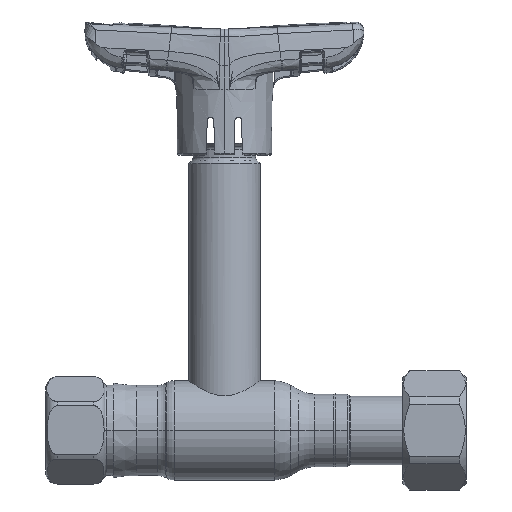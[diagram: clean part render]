
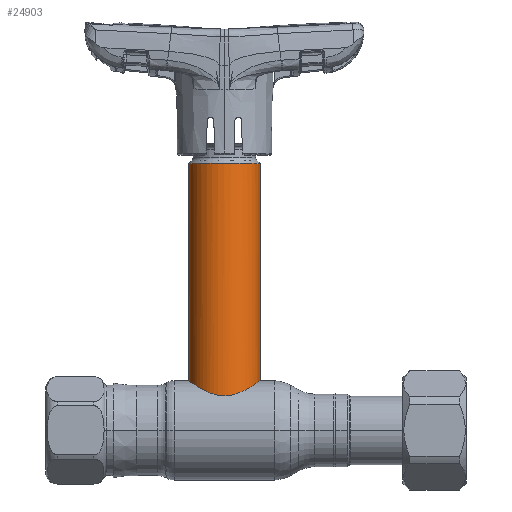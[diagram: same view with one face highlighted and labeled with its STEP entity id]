
A CAD part, top view. The second image highlights one B-rep face of the part: STEP entity #24903.
In plain terms, the highlighted cylindrical face has radius 9 mm (diameter 18 mm), a partial arc.
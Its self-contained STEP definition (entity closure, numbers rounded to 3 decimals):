
#46 = CARTESIAN_POINT ( 'NONE',  ( 5.507, 10.267, 7.141 ) ) ;
#179 = EDGE_CURVE ( 'NONE', #12780, #41276, #29689, .T. ) ;
#623 = CARTESIAN_POINT ( 'NONE',  ( 8.677, 12.269, 2.409 ) ) ;
#2461 = LINE ( 'NONE', #28615, #16005 ) ;
#2484 = LINE ( 'NONE', #6608, #46877 ) ;
#2759 = CYLINDRICAL_SURFACE ( 'NONE', #4307, 9. ) ;
#4123 = CARTESIAN_POINT ( 'NONE',  ( 2.127, 8.927, 8.75 ) ) ;
#4307 = AXIS2_PLACEMENT_3D ( 'NONE', #51492, #29206, #28899 ) ;
#4409 = CARTESIAN_POINT ( 'NONE',  ( -8.508, 12.149, 2.995 ) ) ;
#4694 = CARTESIAN_POINT ( 'NONE',  ( -0.61, 8.674, 9.001 ) ) ;
#4996 = CARTESIAN_POINT ( 'NONE',  ( -8.026, 11.817, 4.084 ) ) ;
#5268 = CARTESIAN_POINT ( 'NONE',  ( 0.629, 8.692, 8.983 ) ) ;
#6608 = CARTESIAN_POINT ( 'NONE',  ( 9., 0., 0. ) ) ;
#7651 = VERTEX_POINT ( 'NONE', #28980 ) ;
#8866 = CARTESIAN_POINT ( 'NONE',  ( 8.041, 11.827, 4.085 ) ) ;
#9158 = CARTESIAN_POINT ( 'NONE',  ( 3.26, 9.264, 8.394 ) ) ;
#9438 = CARTESIAN_POINT ( 'NONE',  ( -3.239, 9.256, 8.402 ) ) ;
#9718 = CARTESIAN_POINT ( 'NONE',  ( 9., 12.5, 0. ) ) ;
#10510 = ORIENTED_EDGE ( 'NONE', *, *, #179, .T. ) ;
#12780 = VERTEX_POINT ( 'NONE', #48860 ) ;
#13011 = CARTESIAN_POINT ( 'NONE',  ( 8.936, 12.454, 1.229 ) ) ;
#13308 = CARTESIAN_POINT ( 'NONE',  ( 4.799, 9.911, 7.619 ) ) ;
#13481 = CIRCLE ( 'NONE', #54615, 9. ) ;
#13608 = CARTESIAN_POINT ( 'NONE',  ( 2.421, 9.002, 8.673 ) ) ;
#14171 = CARTESIAN_POINT ( 'NONE',  ( -6.531, 10.857, 6.199 ) ) ;
#16005 = VECTOR ( 'NONE', #56498, 1000. ) ;
#17428 = CARTESIAN_POINT ( 'NONE',  ( -2.108, 8.922, 8.755 ) ) ;
#17524 = ORIENTED_EDGE ( 'NONE', *, *, #21924, .F. ) ;
#17870 = ORIENTED_EDGE ( 'NONE', *, *, #40882, .T. ) ;
#17993 = CARTESIAN_POINT ( 'NONE',  ( 8.39, 12.068, 3.27 ) ) ;
#18573 = CARTESIAN_POINT ( 'NONE',  ( -4.039, 9.556, 8.063 ) ) ;
#21924 = EDGE_CURVE ( 'NONE', #7651, #41276, #2484, .T. ) ;
#22109 = CARTESIAN_POINT ( 'NONE',  ( -5.926, 10.5, 6.798 ) ) ;
#22380 = CARTESIAN_POINT ( 'NONE',  ( 4.553, 9.794, 7.769 ) ) ;
#22672 = CARTESIAN_POINT ( 'NONE',  ( 4.05, 9.571, 8.042 ) ) ;
#22953 = CARTESIAN_POINT ( 'NONE',  ( -7.092, 11.204, 5.548 ) ) ;
#24903 = ADVANCED_FACE ( 'NONE', ( #52098 ), #2759, .T. ) ;
#26491 = CARTESIAN_POINT ( 'NONE',  ( 8.495, 12.142, 2.987 ) ) ;
#27062 = CARTESIAN_POINT ( 'NONE',  ( -9., 12.5, 0. ) ) ;
#27367 = CARTESIAN_POINT ( 'NONE',  ( 0.32, 8.675, 9. ) ) ;
#28615 = CARTESIAN_POINT ( 'NONE',  ( -9., 0., 0. ) ) ;
#28899 = DIRECTION ( 'NONE',  ( 1., 0., 0. ) ) ;
#28980 = CARTESIAN_POINT ( 'NONE',  ( 9., 67.169, 0. ) ) ;
#29206 = DIRECTION ( 'NONE',  ( 0., -1., 0. ) ) ;
#29392 = DIRECTION ( 'NONE',  ( 0., -1., 0. ) ) ;
#29689 = B_SPLINE_CURVE_WITH_KNOTS ( 'NONE', 3,
 ( #27062, #31725, #31163, #36433, #54038, #53462, #4409, #49947, #4996, #39987, #57853, #44962, #22953, #57578, #14171, #22109, #49364, #49085, #18573, #9438, #40273, #49645, #17428, #35560, #4694, #27367, #5268, #39702, #53742, #4123, #13608, #35290, #9158, #48778, #22672, #22380, #13308, #46, #44393, #40564, #36151, #40847, #8866, #17993, #26491, #623, #54317, #13011, #35851, #9718 ),
 .UNSPECIFIED., .F., .F.,
 ( 4, 2, 2, 2, 2, 2, 2, 2, 2, 2, 2, 2, 2, 2, 2, 2, 2, 2, 2, 2, 2, 2, 2, 2, 4 ),
 ( 0.029, 0.03, 0.031, 0.033, 0.034, 0.035, 0.036, 0.037, 0.038, 0.04, 0.041, 0.042, 0.044, 0.045, 0.046, 0.047, 0.048, 0.049, 0.049, 0.051, 0.053, 0.055, 0.056, 0.057, 0.059 ),
 .UNSPECIFIED. ) ;
#31163 = CARTESIAN_POINT ( 'NONE',  ( -8.984, 12.489, 0.611 ) ) ;
#31725 = CARTESIAN_POINT ( 'NONE',  ( -9., 12.5, 0.306 ) ) ;
#34575 = VERTEX_POINT ( 'NONE', #48524 ) ;
#35290 = CARTESIAN_POINT ( 'NONE',  ( 2.986, 9.17, 8.495 ) ) ;
#35560 = CARTESIAN_POINT ( 'NONE',  ( -1.217, 8.74, 8.938 ) ) ;
#35851 = CARTESIAN_POINT ( 'NONE',  ( 9., 12.5, 0.62 ) ) ;
#36151 = CARTESIAN_POINT ( 'NONE',  ( 7.116, 11.218, 5.539 ) ) ;
#36433 = CARTESIAN_POINT ( 'NONE',  ( -8.922, 12.444, 1.22 ) ) ;
#36474 = EDGE_LOOP ( 'NONE', ( #38962, #17870, #10510, #17524 ) ) ;
#38962 = ORIENTED_EDGE ( 'NONE', *, *, #48883, .T. ) ;
#39702 = CARTESIAN_POINT ( 'NONE',  ( 1.237, 8.757, 8.92 ) ) ;
#39987 = CARTESIAN_POINT ( 'NONE',  ( -7.743, 11.627, 4.597 ) ) ;
#40273 = CARTESIAN_POINT ( 'NONE',  ( -2.965, 9.163, 8.503 ) ) ;
#40564 = CARTESIAN_POINT ( 'NONE',  ( 6.746, 10.984, 5.984 ) ) ;
#40847 = CARTESIAN_POINT ( 'NONE',  ( 7.762, 11.638, 4.591 ) ) ;
#40882 = EDGE_CURVE ( 'NONE', #34575, #12780, #2461, .T. ) ;
#41276 = VERTEX_POINT ( 'NONE', #42785 ) ;
#42785 = CARTESIAN_POINT ( 'NONE',  ( 9., 12.5, 0. ) ) ;
#44393 = CARTESIAN_POINT ( 'NONE',  ( 5.942, 10.51, 6.783 ) ) ;
#44962 = CARTESIAN_POINT ( 'NONE',  ( -7.266, 11.315, 5.319 ) ) ;
#46877 = VECTOR ( 'NONE', #47142, 1000. ) ;
#47142 = DIRECTION ( 'NONE',  ( 0., -1., 0. ) ) ;
#48165 = CARTESIAN_POINT ( 'NONE',  ( 0., 67.169, 0. ) ) ;
#48524 = CARTESIAN_POINT ( 'NONE',  ( -9., 67.169, 0. ) ) ;
#48778 = CARTESIAN_POINT ( 'NONE',  ( 3.792, 9.464, 8.167 ) ) ;
#48860 = CARTESIAN_POINT ( 'NONE',  ( -9., 12.5, 0. ) ) ;
#48883 = EDGE_CURVE ( 'NONE', #7651, #34575, #13481, .T. ) ;
#49085 = CARTESIAN_POINT ( 'NONE',  ( -4.549, 9.786, 7.787 ) ) ;
#49364 = CARTESIAN_POINT ( 'NONE',  ( -5.49, 10.258, 7.154 ) ) ;
#49645 = CARTESIAN_POINT ( 'NONE',  ( -2.401, 8.997, 8.679 ) ) ;
#49947 = CARTESIAN_POINT ( 'NONE',  ( -8.156, 11.907, 3.816 ) ) ;
#51492 = CARTESIAN_POINT ( 'NONE',  ( 0., 0., 0. ) ) ;
#52098 = FACE_OUTER_BOUND ( 'NONE', #36474, .T. ) ;
#53462 = CARTESIAN_POINT ( 'NONE',  ( -8.689, 12.278, 2.424 ) ) ;
#53742 = CARTESIAN_POINT ( 'NONE',  ( 1.536, 8.805, 8.873 ) ) ;
#54038 = CARTESIAN_POINT ( 'NONE',  ( -8.875, 12.41, 1.525 ) ) ;
#54317 = CARTESIAN_POINT ( 'NONE',  ( 8.753, 12.323, 2.117 ) ) ;
#54615 = AXIS2_PLACEMENT_3D ( 'NONE', #48165, #29392, #56962 ) ;
#56498 = DIRECTION ( 'NONE',  ( 0., -1., 0. ) ) ;
#56962 = DIRECTION ( 'NONE',  ( 1., 0., 0. ) ) ;
#57578 = CARTESIAN_POINT ( 'NONE',  ( -6.725, 10.975, 5.988 ) ) ;
#57853 = CARTESIAN_POINT ( 'NONE',  ( -7.591, 11.526, 4.844 ) ) ;
